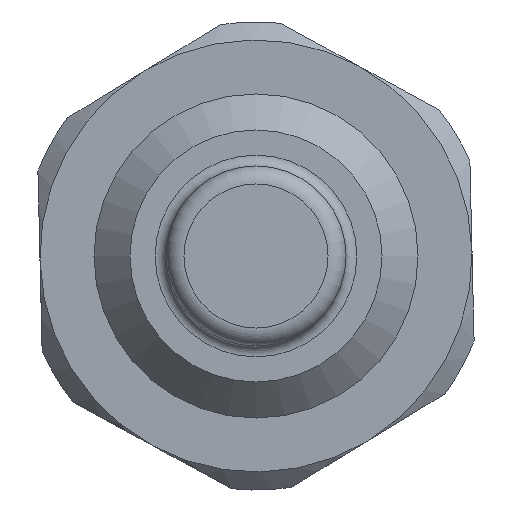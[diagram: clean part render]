
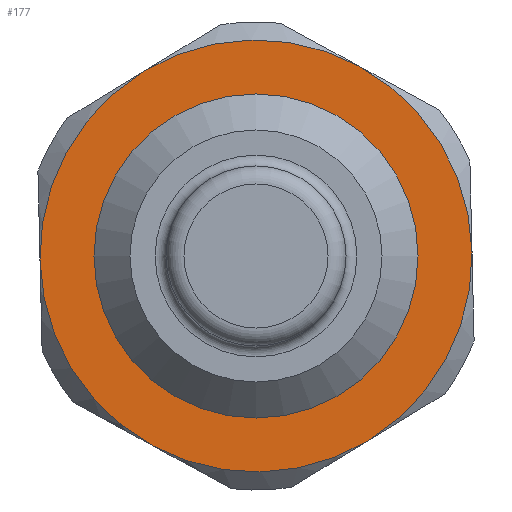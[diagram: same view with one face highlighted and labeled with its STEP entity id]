
A CAD part, left-side view. The second image highlights one B-rep face of the part: STEP entity #177.
In plain terms, the highlighted planar face has unit normal (-1, 0, 0).
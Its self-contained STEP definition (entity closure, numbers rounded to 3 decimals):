
#105=CARTESIAN_POINT('',(20.,4.699,-0.109));
#106=DIRECTION('',(-1.0,0.0,0.0));
#107=DIRECTION('',(0.0,0.023,1.));
#108=AXIS2_PLACEMENT_3D('',#105,#106,#107);
#109=PLANE('',#108);
#110=CARTESIAN_POINT('',(20.,5.998,-0.14));
#111=VERTEX_POINT('',#110);
#112=CARTESIAN_POINT('',(20.,2.878,-5.265));
#113=VERTEX_POINT('',#112);
#114=CARTESIAN_POINT('',(20.,0.0,0.0));
#115=DIRECTION('',(-1.0,0.0,0.0));
#116=DIRECTION('',(0.0,1.,-0.023));
#117=AXIS2_PLACEMENT_3D('',#114,#115,#116);
#118=CIRCLE('',#117,6.0);
#119=EDGE_CURVE('',#111,#113,#118,.T.);
#120=ORIENTED_EDGE('',*,*,#119,.T.);
#121=CARTESIAN_POINT('',(20.,-3.12,-5.125));
#122=VERTEX_POINT('',#121);
#123=CARTESIAN_POINT('',(20.,0.0,0.0));
#124=DIRECTION('',(-1.0,0.0,0.0));
#125=DIRECTION('',(0.0,1.,-0.023));
#126=AXIS2_PLACEMENT_3D('',#123,#124,#125);
#127=CIRCLE('',#126,6.0);
#128=EDGE_CURVE('',#113,#122,#127,.T.);
#129=ORIENTED_EDGE('',*,*,#128,.T.);
#130=CARTESIAN_POINT('',(20.,-5.998,0.14));
#131=VERTEX_POINT('',#130);
#132=CARTESIAN_POINT('',(20.,0.0,0.0));
#133=DIRECTION('',(-1.0,0.0,0.0));
#134=DIRECTION('',(0.0,1.,-0.023));
#135=AXIS2_PLACEMENT_3D('',#132,#133,#134);
#136=CIRCLE('',#135,6.0);
#137=EDGE_CURVE('',#122,#131,#136,.T.);
#138=ORIENTED_EDGE('',*,*,#137,.T.);
#139=CARTESIAN_POINT('',(20.,-2.878,5.265));
#140=VERTEX_POINT('',#139);
#141=CARTESIAN_POINT('',(20.,0.0,0.0));
#142=DIRECTION('',(-1.0,0.0,0.0));
#143=DIRECTION('',(0.0,1.,-0.023));
#144=AXIS2_PLACEMENT_3D('',#141,#142,#143);
#145=CIRCLE('',#144,6.0);
#146=EDGE_CURVE('',#131,#140,#145,.T.);
#147=ORIENTED_EDGE('',*,*,#146,.T.);
#148=CARTESIAN_POINT('',(20.,3.12,5.125));
#149=VERTEX_POINT('',#148);
#150=CARTESIAN_POINT('',(20.,0.0,0.0));
#151=DIRECTION('',(-1.0,0.0,0.0));
#152=DIRECTION('',(0.0,1.,-0.023));
#153=AXIS2_PLACEMENT_3D('',#150,#151,#152);
#154=CIRCLE('',#153,6.0);
#155=EDGE_CURVE('',#140,#149,#154,.T.);
#156=ORIENTED_EDGE('',*,*,#155,.T.);
#157=CARTESIAN_POINT('',(20.,0.0,0.0));
#158=DIRECTION('',(-1.0,0.0,0.0));
#159=DIRECTION('',(0.0,1.,-0.023));
#160=AXIS2_PLACEMENT_3D('',#157,#158,#159);
#161=CIRCLE('',#160,6.0);
#162=EDGE_CURVE('',#149,#111,#161,.T.);
#163=ORIENTED_EDGE('',*,*,#162,.T.);
#164=EDGE_LOOP('',(#120,#129,#138,#147,#156,#163));
#165=FACE_OUTER_BOUND('',#164,.T.);
#166=CARTESIAN_POINT('',(20.0,4.5,0.0));
#167=VERTEX_POINT('',#166);
#168=CARTESIAN_POINT('',(20.0,0.0,0.0));
#169=DIRECTION('',(1.0,0.0,0.0));
#170=DIRECTION('',(0.0,1.0,0.0));
#171=AXIS2_PLACEMENT_3D('',#168,#169,#170);
#172=CIRCLE('',#171,4.5);
#173=EDGE_CURVE('',#167,#167,#172,.T.);
#174=ORIENTED_EDGE('',*,*,#173,.T.);
#175=EDGE_LOOP('',(#174));
#176=FACE_BOUND('',#175,.T.);
#177=ADVANCED_FACE('',(#165,#176),#109,.T.);
